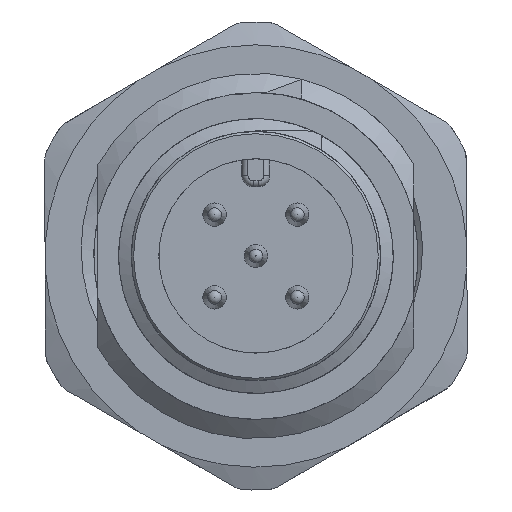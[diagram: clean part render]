
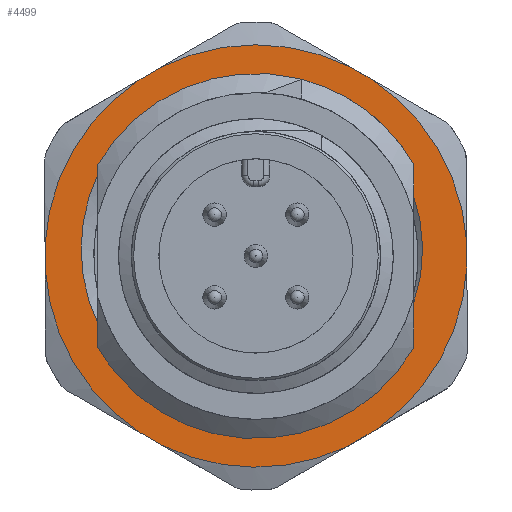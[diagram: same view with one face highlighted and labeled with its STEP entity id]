
A CAD part, front view. The second image highlights one B-rep face of the part: STEP entity #4499.
In plain terms, the highlighted face is planar.
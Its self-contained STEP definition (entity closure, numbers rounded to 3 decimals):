
#362=B_SPLINE_CURVE_WITH_KNOTS('',3,(#27528,#27529,#27530,#27531,#27532,
#27533,#27534),.UNSPECIFIED.,.F.,.F.,(4,1,1,1,4),(0.,0.004,
0.009,0.013,0.017),
 .UNSPECIFIED.);
#363=B_SPLINE_CURVE_WITH_KNOTS('',3,(#27538,#27539,#27540,#27541,#27542,
#27543,#27544),.UNSPECIFIED.,.F.,.F.,(4,1,1,1,4),(0.,
0.004,0.009,0.013,0.017),
 .UNSPECIFIED.);
#656=LINE('',#27548,#842);
#657=LINE('',#27552,#843);
#658=LINE('',#27556,#844);
#659=LINE('',#27560,#845);
#660=LINE('',#27564,#846);
#661=LINE('',#27568,#847);
#842=VECTOR('',#6111,1000.);
#843=VECTOR('',#6114,1000.);
#844=VECTOR('',#6117,1000.);
#845=VECTOR('',#6120,1000.);
#846=VECTOR('',#6123,1000.);
#847=VECTOR('',#6126,1000.);
#1764=ORIENTED_EDGE('',*,*,#2549,.T.);
#1765=ORIENTED_EDGE('',*,*,#2550,.T.);
#1766=ORIENTED_EDGE('',*,*,#2551,.T.);
#1767=ORIENTED_EDGE('',*,*,#2552,.T.);
#1768=ORIENTED_EDGE('',*,*,#2553,.F.);
#1769=ORIENTED_EDGE('',*,*,#2554,.T.);
#1770=ORIENTED_EDGE('',*,*,#2555,.F.);
#1771=ORIENTED_EDGE('',*,*,#2556,.T.);
#1772=ORIENTED_EDGE('',*,*,#2557,.F.);
#1773=ORIENTED_EDGE('',*,*,#2558,.T.);
#1774=ORIENTED_EDGE('',*,*,#2559,.F.);
#1775=ORIENTED_EDGE('',*,*,#2560,.T.);
#1776=ORIENTED_EDGE('',*,*,#2561,.F.);
#1777=ORIENTED_EDGE('',*,*,#2562,.T.);
#1778=ORIENTED_EDGE('',*,*,#2563,.F.);
#1779=ORIENTED_EDGE('',*,*,#2564,.T.);
#2549=EDGE_CURVE('',#3039,#3040,#3286,.T.);
#2550=EDGE_CURVE('',#3040,#3041,#362,.T.);
#2551=EDGE_CURVE('',#3041,#3042,#3287,.F.);
#2552=EDGE_CURVE('',#3042,#3039,#363,.T.);
#2553=EDGE_CURVE('',#3043,#3044,#3288,.F.);
#2554=EDGE_CURVE('',#3043,#3045,#656,.T.);
#2555=EDGE_CURVE('',#3046,#3045,#3289,.F.);
#2556=EDGE_CURVE('',#3046,#3047,#657,.T.);
#2557=EDGE_CURVE('',#3048,#3047,#3290,.F.);
#2558=EDGE_CURVE('',#3048,#3049,#658,.T.);
#2559=EDGE_CURVE('',#3050,#3049,#3291,.F.);
#2560=EDGE_CURVE('',#3050,#3051,#659,.T.);
#2561=EDGE_CURVE('',#3052,#3051,#3292,.F.);
#2562=EDGE_CURVE('',#3052,#3053,#660,.T.);
#2563=EDGE_CURVE('',#3054,#3053,#3293,.F.);
#2564=EDGE_CURVE('',#3054,#3044,#661,.T.);
#3039=VERTEX_POINT('',#27526);
#3040=VERTEX_POINT('',#27527);
#3041=VERTEX_POINT('',#27535);
#3042=VERTEX_POINT('',#27537);
#3043=VERTEX_POINT('',#27546);
#3044=VERTEX_POINT('',#27547);
#3045=VERTEX_POINT('',#27549);
#3046=VERTEX_POINT('',#27551);
#3047=VERTEX_POINT('',#27553);
#3048=VERTEX_POINT('',#27555);
#3049=VERTEX_POINT('',#27557);
#3050=VERTEX_POINT('',#27559);
#3051=VERTEX_POINT('',#27561);
#3052=VERTEX_POINT('',#27563);
#3053=VERTEX_POINT('',#27565);
#3054=VERTEX_POINT('',#27567);
#3286=CIRCLE('',#5176,7.6);
#3287=CIRCLE('',#5177,6.93);
#3288=CIRCLE('',#5178,9.024);
#3289=CIRCLE('',#5179,9.024);
#3290=CIRCLE('',#5180,9.024);
#3291=CIRCLE('',#5181,9.024);
#3292=CIRCLE('',#5182,9.024);
#3293=CIRCLE('',#5183,9.024);
#3635=EDGE_LOOP('',(#1764,#1765,#1766,#1767));
#3636=EDGE_LOOP('',(#1768,#1769,#1770,#1771,#1772,#1773,#1774,#1775,#1776,
#1777,#1778,#1779));
#4053=FACE_BOUND('',#3635,.T.);
#4054=FACE_BOUND('',#3636,.T.);
#4247=PLANE('',#5175);
#4499=ADVANCED_FACE('',(#4053,#4054),#4247,.T.);
#5175=AXIS2_PLACEMENT_3D('',#27524,#6103,#6104);
#5176=AXIS2_PLACEMENT_3D('',#27525,#6105,#6106);
#5177=AXIS2_PLACEMENT_3D('',#27536,#6107,#6108);
#5178=AXIS2_PLACEMENT_3D('',#27545,#6109,#6110);
#5179=AXIS2_PLACEMENT_3D('',#27550,#6112,#6113);
#5180=AXIS2_PLACEMENT_3D('',#27554,#6115,#6116);
#5181=AXIS2_PLACEMENT_3D('',#27558,#6118,#6119);
#5182=AXIS2_PLACEMENT_3D('',#27562,#6121,#6122);
#5183=AXIS2_PLACEMENT_3D('',#27566,#6124,#6125);
#6103=DIRECTION('',(1.,0.,0.));
#6104=DIRECTION('',(0.,0.,-1.));
#6105=DIRECTION('',(-1.,0.,0.));
#6106=DIRECTION('',(0.,1.,0.));
#6107=DIRECTION('',(1.,0.,0.));
#6108=DIRECTION('',(0.,0.,-1.));
#6109=DIRECTION('',(1.,0.,0.));
#6110=DIRECTION('',(0.,0.,-1.));
#6111=DIRECTION('',(0.,1.,0.));
#6112=DIRECTION('',(1.,0.,0.));
#6113=DIRECTION('',(0.,0.,-1.));
#6114=DIRECTION('',(0.,0.497,0.868));
#6115=DIRECTION('',(1.,0.,0.));
#6116=DIRECTION('',(0.,0.,-1.));
#6117=DIRECTION('',(0.,-0.497,0.868));
#6118=DIRECTION('',(1.,0.,0.));
#6119=DIRECTION('',(0.,0.,-1.));
#6120=DIRECTION('',(0.,-1.,0.));
#6121=DIRECTION('',(1.,0.,0.));
#6122=DIRECTION('',(0.,0.,-1.));
#6123=DIRECTION('',(0.,-0.498,-0.867));
#6124=DIRECTION('',(1.,0.,0.));
#6125=DIRECTION('',(0.,0.,-1.));
#6126=DIRECTION('',(0.,0.498,-0.867));
#27524=CARTESIAN_POINT('',(1.5,0.,0.));
#27525=CARTESIAN_POINT('',(1.5,0.,0.));
#27526=CARTESIAN_POINT('',(1.5,-4.081,6.411));
#27527=CARTESIAN_POINT('',(1.5,3.02,6.974));
#27528=CARTESIAN_POINT('',(1.5,3.02,6.974));
#27529=CARTESIAN_POINT('',(1.5,4.318,6.354));
#27530=CARTESIAN_POINT('',(1.5,6.523,4.378));
#27531=CARTESIAN_POINT('',(1.5,7.706,0.079));
#27532=CARTESIAN_POINT('',(1.5,6.285,-4.171));
#27533=CARTESIAN_POINT('',(1.5,3.917,-5.964));
#27534=CARTESIAN_POINT('',(1.5,2.558,-6.441));
#27535=CARTESIAN_POINT('',(1.5,2.558,-6.441));
#27536=CARTESIAN_POINT('',(1.5,0.,0.));
#27537=CARTESIAN_POINT('',(1.5,-1.511,-6.763));
#27538=CARTESIAN_POINT('',(1.5,-1.511,-6.763));
#27539=CARTESIAN_POINT('',(1.5,-2.927,-6.508));
#27540=CARTESIAN_POINT('',(1.5,-5.554,-5.103));
#27541=CARTESIAN_POINT('',(1.5,-7.621,-1.142));
#27542=CARTESIAN_POINT('',(1.5,-7.131,3.298));
#27543=CARTESIAN_POINT('',(1.5,-5.265,5.594));
#27544=CARTESIAN_POINT('',(1.5,-4.081,6.411));
#27545=CARTESIAN_POINT('',(1.5,0.,0.));
#27546=CARTESIAN_POINT('',(1.5,-0.764,-8.992));
#27547=CARTESIAN_POINT('',(1.5,-7.542,-4.955));
#27548=CARTESIAN_POINT('',(1.5,-4.376,-8.992));
#27549=CARTESIAN_POINT('',(1.5,0.764,-8.992));
#27550=CARTESIAN_POINT('',(1.5,0.,0.));
#27551=CARTESIAN_POINT('',(1.5,7.551,-4.941));
#27552=CARTESIAN_POINT('',(1.5,5.661,-8.243));
#27553=CARTESIAN_POINT('',(1.5,8.085,-4.008));
#27554=CARTESIAN_POINT('',(1.5,0.,0.));
#27555=CARTESIAN_POINT('',(1.5,8.085,4.008));
#27556=CARTESIAN_POINT('',(1.5,9.975,0.706));
#27557=CARTESIAN_POINT('',(1.5,7.551,4.941));
#27558=CARTESIAN_POINT('',(1.5,0.,0.));
#27559=CARTESIAN_POINT('',(1.5,0.537,9.008));
#27560=CARTESIAN_POINT('',(1.5,4.342,9.008));
#27561=CARTESIAN_POINT('',(1.5,-0.537,9.008));
#27562=CARTESIAN_POINT('',(1.5,0.,0.));
#27563=CARTESIAN_POINT('',(1.5,-7.542,4.955));
#27564=CARTESIAN_POINT('',(1.5,-5.646,8.254));
#27565=CARTESIAN_POINT('',(1.5,-8.078,4.024));
#27566=CARTESIAN_POINT('',(1.5,0.,0.));
#27567=CARTESIAN_POINT('',(1.5,-8.078,-4.024));
#27568=CARTESIAN_POINT('',(1.5,-9.974,-0.725));
